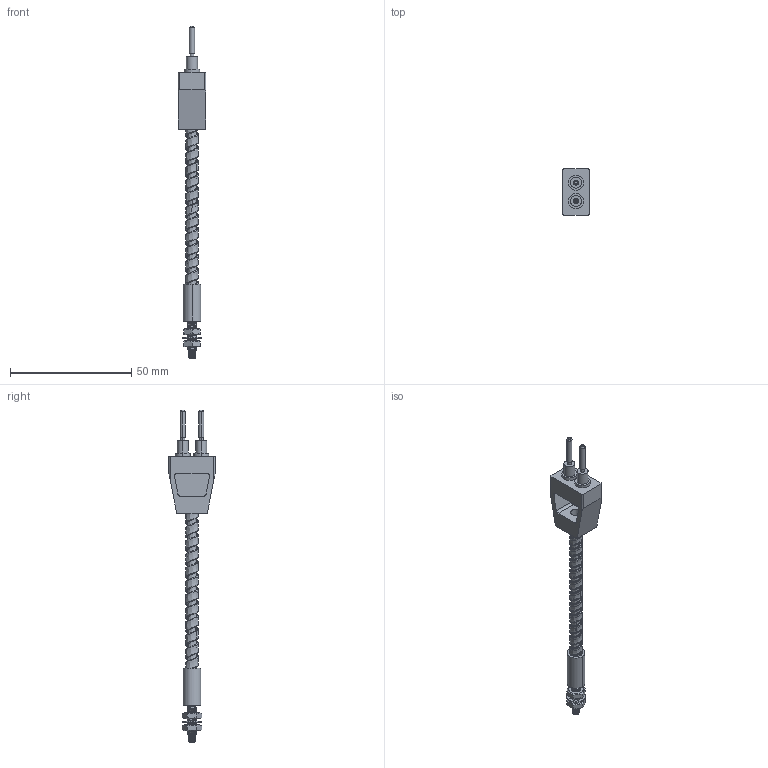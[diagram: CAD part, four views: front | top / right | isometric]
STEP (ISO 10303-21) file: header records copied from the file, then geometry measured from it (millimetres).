
FILE_DESCRIPTION((''),'2;1');
FILE_NAME('193996_ASM','2016-03-22T',('PDMAdmin'),(''),'PRO/ENGINEER BY PARAMETRIC TECHNOLOGY CORPORATION, 2013230','PRO/ENGINEER BY PARAMETRIC TECHNOLOGY CORPORATION, 2013230','');
FILE_SCHEMA(('CONFIG_CONTROL_DESIGN'));
Length unit declared in the file: inch
Products named in the file (9): 40197; 15498; 39365; 29307; 40845; 40844; FIBER_CORE_9X_-25_01_1X_-5_02SM; 51760_ASM; 193996_ASM
Assembly tree (10 placements, depth 3):
  193996_ASM
    51760_ASM
      40197
      15498
      39365  x2
      29307
      40845
      40844  x2
      FIBER_CORE_9X_-25_01_1X_-5_02SM
Bounding box: 11.43 x 19.05 x 137.15 mm (x, y, z)
Volume: 4619 mm3; surface area: 7738.2 mm2
Topology: 19 solids, 21 shells, 791 faces, 2087 edges, 1360 vertices
Faces by surface type: plane 357, cylinder 312, bspline 80, cone 34, torus 8
Entity records: 41415 total; most frequent: CARTESIAN_POINT 22846, ORIENTED_EDGE 3962, DIRECTION 3653, EDGE_CURVE 1983, VERTEX_POINT 1296, VECTOR 1233, LINE 1233, AXIS2_PLACEMENT_3D 1210
